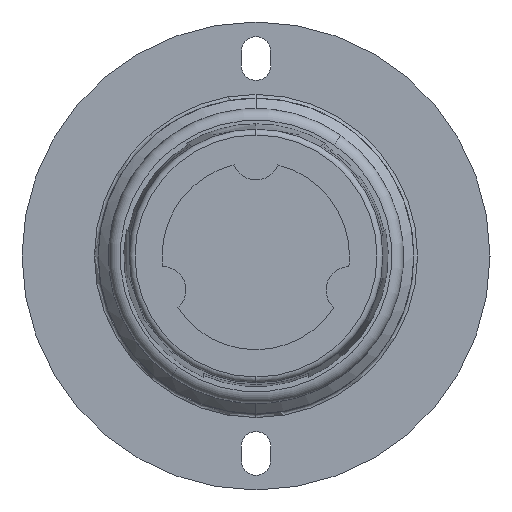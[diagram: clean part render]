
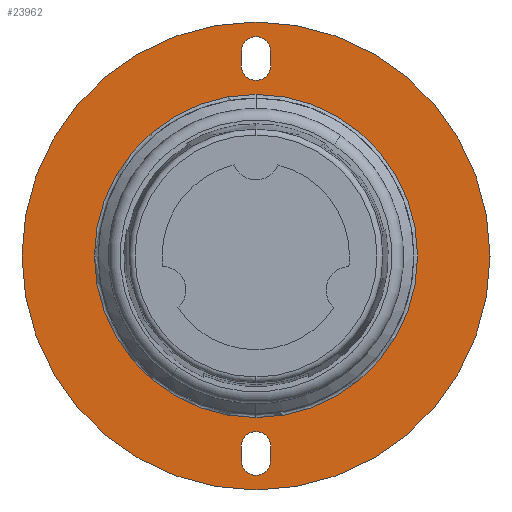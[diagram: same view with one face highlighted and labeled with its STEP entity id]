
A CAD part, left-side view. The second image highlights one B-rep face of the part: STEP entity #23962.
In plain terms, the highlighted planar face has unit normal (-1, 0, 0).
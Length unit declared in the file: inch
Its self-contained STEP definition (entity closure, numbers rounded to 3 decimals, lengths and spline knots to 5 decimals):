
#215 = DIRECTION ( 'NONE',  ( 1., 0., 0. ) ) ;
#268 = AXIS2_PLACEMENT_3D ( 'NONE', #5218, #215, #8292 ) ;
#303 = VERTEX_POINT ( 'NONE', #4975 ) ;
#438 = EDGE_CURVE ( 'NONE', #20688, #16389, #1423, .T. ) ;
#697 = VECTOR ( 'NONE', #34549, 39.37008 ) ;
#973 = DIRECTION ( 'NONE',  ( 1., 0., 0. ) ) ;
#1000 = DIRECTION ( 'NONE',  ( -1., 0., 0. ) ) ;
#1177 = CARTESIAN_POINT ( 'NONE',  ( -0.171, 0., 1.25 ) ) ;
#1186 = DIRECTION ( 'NONE',  ( 0., -1., 0. ) ) ;
#1423 = CIRCLE ( 'NONE', #9430, 1.25 ) ;
#1430 = ORIENTED_EDGE ( 'NONE', *, *, #31295, .T. ) ;
#1677 = CARTESIAN_POINT ( 'NONE',  ( -0.171, 0.078, 1.0935 ) ) ;
#1710 = CARTESIAN_POINT ( 'NONE',  ( -0.171, 0., 0.863 ) ) ;
#1718 = AXIS2_PLACEMENT_3D ( 'NONE', #3918, #25517, #25695 ) ;
#2209 = ORIENTED_EDGE ( 'NONE', *, *, #26886, .F. ) ;
#2763 = CARTESIAN_POINT ( 'NONE',  ( -0.171, 0., -1.25 ) ) ;
#2818 = VECTOR ( 'NONE', #10600, 39.37008 ) ;
#2829 = CIRCLE ( 'NONE', #1718, 0.078 ) ;
#3050 = EDGE_LOOP ( 'NONE', ( #25939, #32265, #33230, #9630 ) ) ;
#3152 = EDGE_CURVE ( 'NONE', #19508, #4093, #28949, .T. ) ;
#3724 = VERTEX_POINT ( 'NONE', #21450 ) ;
#3918 = CARTESIAN_POINT ( 'NONE',  ( -0.171, 0., -1.0935 ) ) ;
#3966 = CARTESIAN_POINT ( 'NONE',  ( -0.171, 0., 0. ) ) ;
#4093 = VERTEX_POINT ( 'NONE', #25863 ) ;
#4197 = PLANE ( 'NONE',  #25627 ) ;
#4299 = DIRECTION ( 'NONE',  ( 0., 0., 1. ) ) ;
#4584 = EDGE_CURVE ( 'NONE', #23561, #19508, #2829, .T. ) ;
#4975 = CARTESIAN_POINT ( 'NONE',  ( -0.171, -0.078, 1.0155 ) ) ;
#5199 = VERTEX_POINT ( 'NONE', #6488 ) ;
#5218 = CARTESIAN_POINT ( 'NONE',  ( -0.171, 0., 0. ) ) ;
#5298 = ORIENTED_EDGE ( 'NONE', *, *, #31379, .F. ) ;
#5561 = ORIENTED_EDGE ( 'NONE', *, *, #29694, .F. ) ;
#5794 = CARTESIAN_POINT ( 'NONE',  ( -0.171, 0., -1.0155 ) ) ;
#6374 = EDGE_LOOP ( 'NONE', ( #32716, #19081 ) ) ;
#6488 = CARTESIAN_POINT ( 'NONE',  ( -0.171, 0., -0.863 ) ) ;
#6526 = ORIENTED_EDGE ( 'NONE', *, *, #438, .F. ) ;
#6535 = FACE_BOUND ( 'NONE', #13705, .T. ) ;
#8292 = DIRECTION ( 'NONE',  ( 0., 0., 1. ) ) ;
#8531 = AXIS2_PLACEMENT_3D ( 'NONE', #34664, #23503, #14893 ) ;
#9065 = FACE_BOUND ( 'NONE', #6374, .T. ) ;
#9430 = AXIS2_PLACEMENT_3D ( 'NONE', #3966, #22861, #31154 ) ;
#9630 = ORIENTED_EDGE ( 'NONE', *, *, #31552, .T. ) ;
#10277 = CIRCLE ( 'NONE', #8531, 1.25 ) ;
#10436 = LINE ( 'NONE', #32044, #2818 ) ;
#10594 = LINE ( 'NONE', #16676, #17642 ) ;
#10600 = DIRECTION ( 'NONE',  ( 0., 0., -1. ) ) ;
#11698 = ORIENTED_EDGE ( 'NONE', *, *, #16876, .T. ) ;
#11760 = DIRECTION ( 'NONE',  ( -1., 0., 0. ) ) ;
#11979 = DIRECTION ( 'NONE',  ( 0., -1., 0. ) ) ;
#12634 = AXIS2_PLACEMENT_3D ( 'NONE', #5794, #973, #11979 ) ;
#13705 = EDGE_LOOP ( 'NONE', ( #11698, #5561, #1430, #2209 ) ) ;
#14030 = AXIS2_PLACEMENT_3D ( 'NONE', #15137, #23390, #4299 ) ;
#14084 = EDGE_LOOP ( 'NONE', ( #5298, #6526 ) ) ;
#14893 = DIRECTION ( 'NONE',  ( 0., 0., 1. ) ) ;
#15137 = CARTESIAN_POINT ( 'NONE',  ( -0.171, 0., 0. ) ) ;
#16001 = AXIS2_PLACEMENT_3D ( 'NONE', #25654, #1000, #1186 ) ;
#16250 = CIRCLE ( 'NONE', #33569, 0.078 ) ;
#16389 = VERTEX_POINT ( 'NONE', #2763 ) ;
#16676 = CARTESIAN_POINT ( 'NONE',  ( -0.171, -0.078, 0. ) ) ;
#16876 = EDGE_CURVE ( 'NONE', #33157, #303, #10436, .T. ) ;
#17642 = VECTOR ( 'NONE', #24087, 39.37008 ) ;
#17738 = CARTESIAN_POINT ( 'NONE',  ( -0.171, 0.078, 0. ) ) ;
#17891 = FACE_BOUND ( 'NONE', #3050, .T. ) ;
#19081 = ORIENTED_EDGE ( 'NONE', *, *, #23424, .T. ) ;
#19490 = CIRCLE ( 'NONE', #12634, 0.078 ) ;
#19508 = VERTEX_POINT ( 'NONE', #29017 ) ;
#19841 = CARTESIAN_POINT ( 'NONE',  ( -0.171, -0.078, 1.0935 ) ) ;
#20607 = CARTESIAN_POINT ( 'NONE',  ( -0.171, 0., 1.0155 ) ) ;
#20654 = LINE ( 'NONE', #17738, #21768 ) ;
#20688 = VERTEX_POINT ( 'NONE', #1177 ) ;
#21377 = VERTEX_POINT ( 'NONE', #33467 ) ;
#21450 = CARTESIAN_POINT ( 'NONE',  ( -0.171, -0.078, -1.0155 ) ) ;
#21766 = EDGE_CURVE ( 'NONE', #5199, #27023, #31913, .T. ) ;
#21768 = VECTOR ( 'NONE', #26000, 39.37008 ) ;
#22861 = DIRECTION ( 'NONE',  ( 1., 0., 0. ) ) ;
#23390 = DIRECTION ( 'NONE',  ( 1., 0., 0. ) ) ;
#23424 = EDGE_CURVE ( 'NONE', #27023, #5199, #33644, .T. ) ;
#23503 = DIRECTION ( 'NONE',  ( 1., 0., 0. ) ) ;
#23561 = VERTEX_POINT ( 'NONE', #32189 ) ;
#23962 = ADVANCED_FACE ( 'NONE', ( #6535, #17891, #9065, #28882 ), #4197, .F. ) ;
#24087 = DIRECTION ( 'NONE',  ( 0., 0., -1. ) ) ;
#25517 = DIRECTION ( 'NONE',  ( 1., 0., 0. ) ) ;
#25609 = VERTEX_POINT ( 'NONE', #1677 ) ;
#25627 = AXIS2_PLACEMENT_3D ( 'NONE', #34981, #27031, #32280 ) ;
#25654 = CARTESIAN_POINT ( 'NONE',  ( -0.171, 0., 1.0935 ) ) ;
#25695 = DIRECTION ( 'NONE',  ( 0., -1., 0. ) ) ;
#25863 = CARTESIAN_POINT ( 'NONE',  ( -0.171, 0.078, -1.0155 ) ) ;
#25939 = ORIENTED_EDGE ( 'NONE', *, *, #30148, .T. ) ;
#26000 = DIRECTION ( 'NONE',  ( 0., 0., 1. ) ) ;
#26344 = CIRCLE ( 'NONE', #16001, 0.078 ) ;
#26886 = EDGE_CURVE ( 'NONE', #33157, #25609, #26344, .T. ) ;
#27023 = VERTEX_POINT ( 'NONE', #1710 ) ;
#27031 = DIRECTION ( 'NONE',  ( 1., 0., 0. ) ) ;
#28882 = FACE_OUTER_BOUND ( 'NONE', #14084, .T. ) ;
#28949 = LINE ( 'NONE', #32010, #697 ) ;
#29017 = CARTESIAN_POINT ( 'NONE',  ( -0.171, 0.078, -1.0935 ) ) ;
#29694 = EDGE_CURVE ( 'NONE', #21377, #303, #16250, .T. ) ;
#30148 = EDGE_CURVE ( 'NONE', #3724, #23561, #10594, .T. ) ;
#31154 = DIRECTION ( 'NONE',  ( 0., 0., 1. ) ) ;
#31295 = EDGE_CURVE ( 'NONE', #21377, #25609, #20654, .T. ) ;
#31379 = EDGE_CURVE ( 'NONE', #16389, #20688, #10277, .T. ) ;
#31552 = EDGE_CURVE ( 'NONE', #4093, #3724, #19490, .T. ) ;
#31564 = DIRECTION ( 'NONE',  ( 0., -1., 0. ) ) ;
#31913 = CIRCLE ( 'NONE', #14030, 0.863 ) ;
#32010 = CARTESIAN_POINT ( 'NONE',  ( -0.171, 0.078, 0. ) ) ;
#32044 = CARTESIAN_POINT ( 'NONE',  ( -0.171, -0.078, 0. ) ) ;
#32189 = CARTESIAN_POINT ( 'NONE',  ( -0.171, -0.078, -1.0935 ) ) ;
#32265 = ORIENTED_EDGE ( 'NONE', *, *, #4584, .T. ) ;
#32280 = DIRECTION ( 'NONE',  ( 0., 1., 0. ) ) ;
#32716 = ORIENTED_EDGE ( 'NONE', *, *, #21766, .T. ) ;
#33157 = VERTEX_POINT ( 'NONE', #19841 ) ;
#33230 = ORIENTED_EDGE ( 'NONE', *, *, #3152, .T. ) ;
#33467 = CARTESIAN_POINT ( 'NONE',  ( -0.171, 0.078, 1.0155 ) ) ;
#33569 = AXIS2_PLACEMENT_3D ( 'NONE', #20607, #11760, #31564 ) ;
#33644 = CIRCLE ( 'NONE', #268, 0.863 ) ;
#34549 = DIRECTION ( 'NONE',  ( 0., 0., 1. ) ) ;
#34664 = CARTESIAN_POINT ( 'NONE',  ( -0.171, 0., 0. ) ) ;
#34981 = CARTESIAN_POINT ( 'NONE',  ( -0.171, 0., 1.0565 ) ) ;
